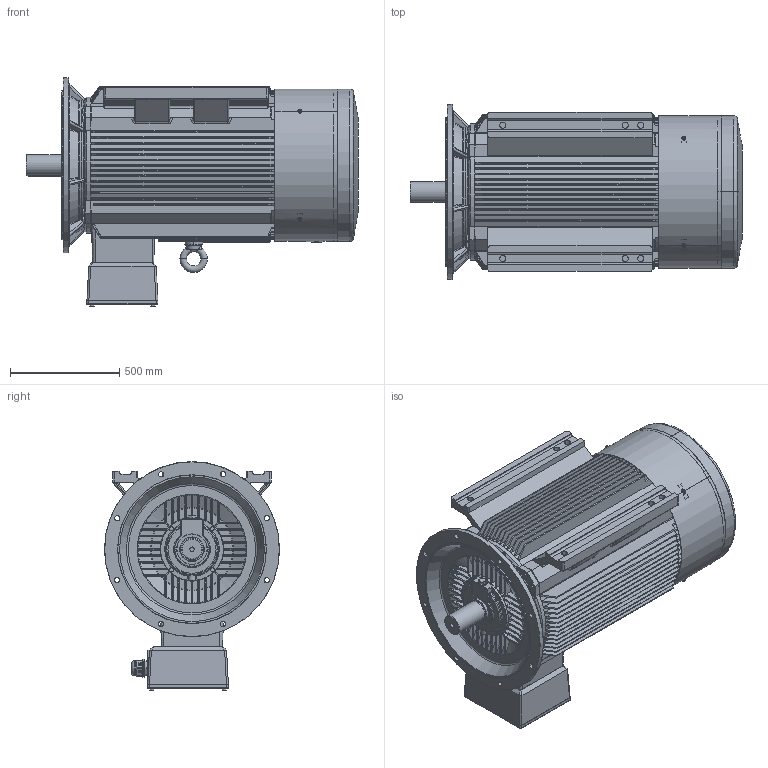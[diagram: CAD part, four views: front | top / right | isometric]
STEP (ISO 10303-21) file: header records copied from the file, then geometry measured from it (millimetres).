
FILE_DESCRIPTION(/* description */ (''),/* implementation_level */ '2;1');
FILE_NAME(/* name */ 'JM2-355M.L-4.6.8-B35.stp',/* time_stamp */ '2019-01-30T10:10:47+08:00',/* author */ (''),/* organization */ (''),/* preprocessor_version */ 'ST-DEVELOPER v16.7',/* originating_system */ 'SIEMENS PLM Software NX 12.0',/* authorisation */ '');
FILE_SCHEMA (('AP203_CONFIGURATION_CONTROLLED_3D_DESIGN_OF_MECHANICAL_PARTS_AND_ASSEMBLIES_MIM_LF { 1 0 10303 403 2 1 2}'));
Products named in the file (1): JM2-355M.L-4.6.8-B35
Bounding box: 1517.06 x 800 x 1045.09 mm (x, y, z)
Volume: 128892826 mm3; surface area: 16915049.2 mm2
Topology: 46 solids, 46 shells, 5549 faces, 15097 edges, 9807 vertices
Faces by surface type: plane 3458, cylinder 932, cone 582, torus 326, bspline 225, sphere 21, revolution 5
Full cylindrical faces by diameter (mm): 2 x1, 10 x2, 12 x8, 18 x1, 20 x9, 43.312 x2, 51.188 x4, 61.031 x12, 63 x4, 64.969 x12, 67.922 x2, 83.672 x2, 86 x1, 90 x1, 91 x1, 95 x1, 106 x4, 110 x6, 125 x1, 128 x1, 130 x1, 138 x1, 140 x2, 220 x1, 240 x2, 290 x2, 600 x1, 680 x1, 800 x1
Entity records: 201258 total; most frequent: CARTESIAN_POINT 53710, ORIENTED_EDGE 29786, DIRECTION 25570, EDGE_CURVE 14893, LINE 9849, VECTOR 9849, VERTEX_POINT 9737, AXIS2_PLACEMENT_3D 7858
